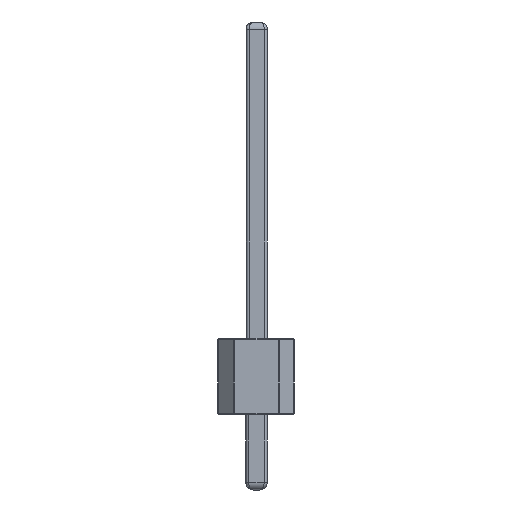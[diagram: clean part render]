
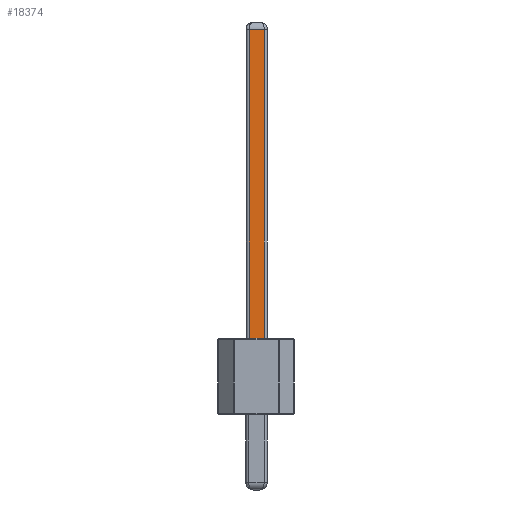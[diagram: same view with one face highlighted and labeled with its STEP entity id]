
A CAD part, front view. The second image highlights one B-rep face of the part: STEP entity #18374.
In plain terms, the highlighted planar face has unit normal (0, -1, 0).
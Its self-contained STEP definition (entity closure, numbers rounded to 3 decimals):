
#463=PLANE('',#19815);
#1429=LINE('',#28795,#2837);
#1449=LINE('',#28944,#2857);
#1451=LINE('',#28973,#2859);
#1453=LINE('',#28978,#2861);
#2837=VECTOR('',#22434,10.);
#2857=VECTOR('',#22514,10.);
#2859=VECTOR('',#22524,10.);
#2861=VECTOR('',#22530,10.);
#4902=FACE_OUTER_BOUND('',#6248,.T.);
#6248=EDGE_LOOP('',(#12952,#12953,#12954,#12955));
#8633=VERTEX_POINT('',#28793);
#8634=VERTEX_POINT('',#28794);
#8653=VERTEX_POINT('',#28943);
#8656=VERTEX_POINT('',#28972);
#10089=EDGE_CURVE('',#8633,#8634,#1429,.T.);
#10125=EDGE_CURVE('',#8634,#8653,#1449,.T.);
#10130=EDGE_CURVE('',#8653,#8656,#1451,.T.);
#10133=EDGE_CURVE('',#8656,#8633,#1453,.T.);
#12952=ORIENTED_EDGE('',*,*,#10125,.F.);
#12953=ORIENTED_EDGE('',*,*,#10089,.F.);
#12954=ORIENTED_EDGE('',*,*,#10133,.F.);
#12955=ORIENTED_EDGE('',*,*,#10130,.F.);
#18374=ADVANCED_FACE('',(#4902),#463,.T.);
#19815=AXIS2_PLACEMENT_3D('',#28977,#22528,#22529);
#22434=DIRECTION('',(-1.,0.,0.));
#22514=DIRECTION('',(0.,0.,1.));
#22524=DIRECTION('',(1.,0.,0.));
#22528=DIRECTION('center_axis',(0.,-1.,0.));
#22529=DIRECTION('ref_axis',(1.,0.,0.));
#22530=DIRECTION('',(0.,0.,-1.));
#28793=CARTESIAN_POINT('',(-2.055,-1.259,2.54));
#28794=CARTESIAN_POINT('',(-2.562,-1.259,2.54));
#28795=CARTESIAN_POINT('',(-2.496,-1.259,2.54));
#28943=CARTESIAN_POINT('',(-2.562,-1.259,12.79));
#28944=CARTESIAN_POINT('',(-2.562,-1.259,2.54));
#28972=CARTESIAN_POINT('',(-2.055,-1.259,12.79));
#28973=CARTESIAN_POINT('',(-2.485,-1.259,12.79));
#28977=CARTESIAN_POINT('Origin',(-2.662,-1.259,2.54));
#28978=CARTESIAN_POINT('',(-2.055,-1.259,2.54));
